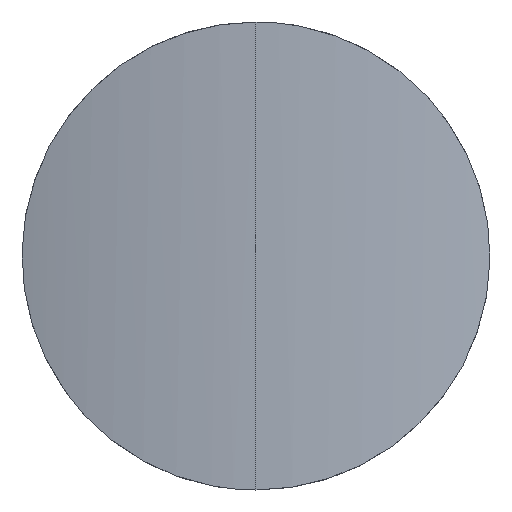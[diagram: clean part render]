
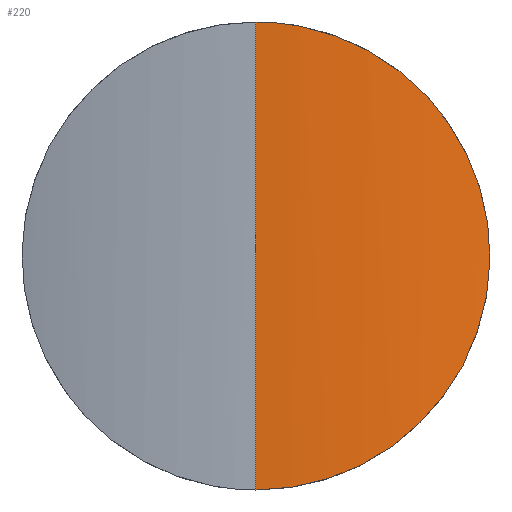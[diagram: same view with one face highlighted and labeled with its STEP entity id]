
A CAD part, left-side view. The second image highlights one B-rep face of the part: STEP entity #220.
In plain terms, the highlighted cylindrical face has radius 42.699 mm (diameter 85.398 mm), a partial arc.
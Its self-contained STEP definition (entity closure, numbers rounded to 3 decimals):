
#3 = CARTESIAN_POINT ( 'NONE',  ( 0.312, -5.198, 1.19 ) ) ;
#6 = CARTESIAN_POINT ( 'NONE',  ( 0.021, -1.539, 0.077 ) ) ;
#8 = CARTESIAN_POINT ( 'NONE',  ( 0.021, -1.543, 23.323 ) ) ;
#10 = VERTEX_POINT ( 'NONE', #57 ) ;
#13 = CARTESIAN_POINT ( 'NONE',  ( 1.222, -10.151, 17.568 ) ) ;
#16 = CARTESIAN_POINT ( 'NONE',  ( 1.522, -11.301, 8.645 ) ) ;
#36 = CARTESIAN_POINT ( 'NONE',  ( 0.703, -7.722, 2.901 ) ) ;
#38 = CARTESIAN_POINT ( 'NONE',  ( 1.021, -9.291, 4.548 ) ) ;
#41 = CARTESIAN_POINT ( 'NONE',  ( 1.55, -11.399, 14.364 ) ) ;
#54 = B_SPLINE_CURVE_WITH_KNOTS ( 'NONE', 3,
 ( #200, #145, #6, #283, #61, #286, #124, #3, #319, #65, #232, #36, #357, #181, #38, #325, #76, #152, #206, #174, #126, #16, #102, #265, #297, #158, #360, #41, #108, #155, #353, #267, #13, #211, #329, #204, #291, #79, #269, #133, #214, #292, #150, #72, #98, #71, #68, #8, #129, #323 ),
 .UNSPECIFIED., .F., .F.,
 ( 4, 2, 2, 2, 2, 2, 2, 2, 2, 2, 2, 2, 2, 2, 2, 2, 2, 2, 2, 2, 2, 2, 2, 2, 4 ),
 ( 0.018, 0.021, 0.022, 0.023, 0.025, 0.026, 0.028, 0.03, 0.031, 0.032, 0.033, 0.034, 0.037, 0.039, 0.04, 0.041, 0.044, 0.045, 0.046, 0.048, 0.049, 0.051, 0.052, 0.053, 0.055 ),
 .UNSPECIFIED. ) ;
#57 = CARTESIAN_POINT ( 'NONE',  ( 0., 0., 23.4 ) ) ;
#61 = CARTESIAN_POINT ( 'NONE',  ( 0.106, -3.036, 0.394 ) ) ;
#65 = CARTESIAN_POINT ( 'NONE',  ( 0.547, -6.82, 2.186 ) ) ;
#68 = CARTESIAN_POINT ( 'NONE',  ( 0.082, -2.679, 23.096 ) ) ;
#71 = CARTESIAN_POINT ( 'NONE',  ( 0.108, -3.056, 23. ) ) ;
#72 = CARTESIAN_POINT ( 'NONE',  ( 0.201, -4.148, 22.647 ) ) ;
#76 = CARTESIAN_POINT ( 'NONE',  ( 1.219, -10.131, 5.834 ) ) ;
#79 = CARTESIAN_POINT ( 'NONE',  ( 0.704, -7.739, 20.507 ) ) ;
#98 = CARTESIAN_POINT ( 'NONE',  ( 0.167, -3.789, 22.776 ) ) ;
#102 = CARTESIAN_POINT ( 'NONE',  ( 1.549, -11.396, 9.021 ) ) ;
#108 = CARTESIAN_POINT ( 'NONE',  ( 1.524, -11.306, 14.736 ) ) ;
#115 = LINE ( 'NONE', #247, #368 ) ;
#124 = CARTESIAN_POINT ( 'NONE',  ( 0.199, -4.137, 0.749 ) ) ;
#126 = CARTESIAN_POINT ( 'NONE',  ( 1.461, -11.076, 7.911 ) ) ;
#129 = CARTESIAN_POINT ( 'NONE',  ( 0., -0.777, 23.4 ) ) ;
#133 = CARTESIAN_POINT ( 'NONE',  ( 0.451, -6.196, 21.632 ) ) ;
#144 = EDGE_LOOP ( 'NONE', ( #358, #347 ) ) ;
#145 = CARTESIAN_POINT ( 'NONE',  ( 0., -0.777, 0. ) ) ;
#150 = CARTESIAN_POINT ( 'NONE',  ( 0.275, -4.851, 22.354 ) ) ;
#152 = CARTESIAN_POINT ( 'NONE',  ( 1.308, -10.491, 6.506 ) ) ;
#155 = CARTESIAN_POINT ( 'NONE',  ( 1.463, -11.082, 15.472 ) ) ;
#158 = CARTESIAN_POINT ( 'NONE',  ( 1.634, -11.7, 12.477 ) ) ;
#174 = CARTESIAN_POINT ( 'NONE',  ( 1.427, -10.947, 7.552 ) ) ;
#181 = CARTESIAN_POINT ( 'NONE',  ( 0.915, -8.808, 3.962 ) ) ;
#187 = AXIS2_PLACEMENT_3D ( 'NONE', #333, #308, #268 ) ;
#200 = CARTESIAN_POINT ( 'NONE',  ( 0., 0., 0. ) ) ;
#204 = CARTESIAN_POINT ( 'NONE',  ( 0.916, -8.799, 19.421 ) ) ;
#206 = CARTESIAN_POINT ( 'NONE',  ( 1.35, -10.654, 6.85 ) ) ;
#211 = CARTESIAN_POINT ( 'NONE',  ( 1.073, -9.515, 18.519 ) ) ;
#214 = CARTESIAN_POINT ( 'NONE',  ( 0.404, -5.866, 21.83 ) ) ;
#220 = ADVANCED_FACE ( 'NONE', ( #241 ), #271, .T. ) ;
#221 = CARTESIAN_POINT ( 'NONE',  ( 0., 0., 0. ) ) ;
#232 = CARTESIAN_POINT ( 'NONE',  ( 0.598, -7.13, 2.416 ) ) ;
#240 = EDGE_CURVE ( 'NONE', #10, #258, #115, .T. ) ;
#241 = FACE_OUTER_BOUND ( 'NONE', #144, .T. ) ;
#247 = CARTESIAN_POINT ( 'NONE',  ( 0., 0., 23.4 ) ) ;
#258 = VERTEX_POINT ( 'NONE', #221 ) ;
#265 = CARTESIAN_POINT ( 'NONE',  ( 1.612, -11.623, 10.157 ) ) ;
#267 = CARTESIAN_POINT ( 'NONE',  ( 1.313, -10.51, 16.898 ) ) ;
#268 = DIRECTION ( 'NONE',  ( -1., 0., 0. ) ) ;
#269 = CARTESIAN_POINT ( 'NONE',  ( 0.598, -7.153, 20.99 ) ) ;
#271 = CYLINDRICAL_SURFACE ( 'NONE', #187, 42.699 ) ;
#279 = DIRECTION ( 'NONE',  ( 0., 0., -1. ) ) ;
#283 = CARTESIAN_POINT ( 'NONE',  ( 0.082, -2.664, 0.301 ) ) ;
#286 = CARTESIAN_POINT ( 'NONE',  ( 0.165, -3.772, 0.618 ) ) ;
#291 = CARTESIAN_POINT ( 'NONE',  ( 0.863, -8.544, 19.702 ) ) ;
#292 = CARTESIAN_POINT ( 'NONE',  ( 0.316, -5.195, 22.191 ) ) ;
#297 = CARTESIAN_POINT ( 'NONE',  ( 1.634, -11.7, 10.924 ) ) ;
#307 = EDGE_CURVE ( 'NONE', #258, #10, #54, .T. ) ;
#308 = DIRECTION ( 'NONE',  ( 0., 0., -1. ) ) ;
#319 = CARTESIAN_POINT ( 'NONE',  ( 0.4, -5.869, 1.55 ) ) ;
#323 = CARTESIAN_POINT ( 'NONE',  ( 0., 0., 23.4 ) ) ;
#325 = CARTESIAN_POINT ( 'NONE',  ( 1.171, -9.933, 5.505 ) ) ;
#329 = CARTESIAN_POINT ( 'NONE',  ( 1.021, -9.285, 18.829 ) ) ;
#333 = CARTESIAN_POINT ( 'NONE',  ( 42.699, 0., 23.4 ) ) ;
#347 = ORIENTED_EDGE ( 'NONE', *, *, #240, .T. ) ;
#353 = CARTESIAN_POINT ( 'NONE',  ( 1.428, -10.951, 15.837 ) ) ;
#357 = CARTESIAN_POINT ( 'NONE',  ( 0.756, -8.003, 3.157 ) ) ;
#358 = ORIENTED_EDGE ( 'NONE', *, *, #307, .T. ) ;
#360 = CARTESIAN_POINT ( 'NONE',  ( 1.612, -11.623, 13.24 ) ) ;
#368 = VECTOR ( 'NONE', #279, 1000. ) ;
